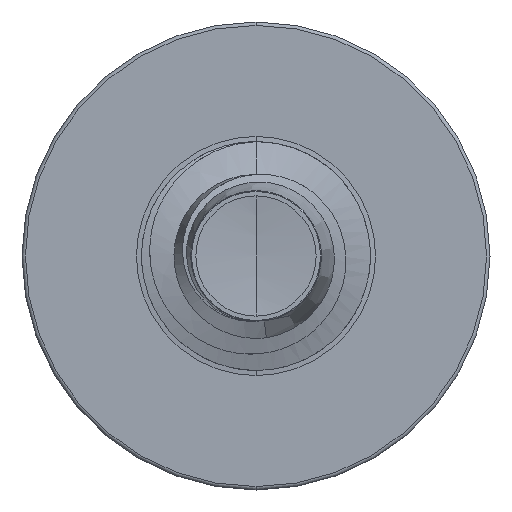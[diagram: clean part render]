
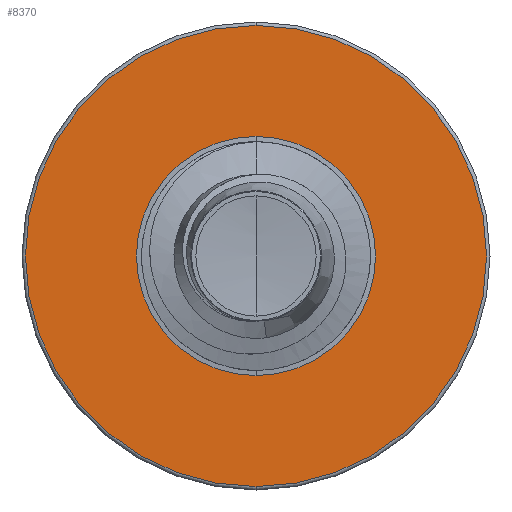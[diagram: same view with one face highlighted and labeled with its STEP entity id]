
A CAD part, front view. The second image highlights one B-rep face of the part: STEP entity #8370.
In plain terms, the highlighted planar face has unit normal (0, -1, 0).
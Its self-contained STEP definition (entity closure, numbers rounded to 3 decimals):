
#247 = EDGE_CURVE ( 'NONE', #7033, #719, #8475, .T. ) ;
#719 = VERTEX_POINT ( 'NONE', #2830 ) ;
#932 = CARTESIAN_POINT ( 'NONE',  ( 0., 3.5, 0. ) ) ;
#1190 = CIRCLE ( 'NONE', #7401, 1.15 ) ;
#1421 = DIRECTION ( 'NONE',  ( 0., 1., 0. ) ) ;
#1749 = DIRECTION ( 'NONE',  ( 0., 0., 1. ) ) ;
#2048 = DIRECTION ( 'NONE',  ( 0., 1., 0. ) ) ;
#2241 = CARTESIAN_POINT ( 'NONE',  ( 0., 3.5, 0. ) ) ;
#2295 = AXIS2_PLACEMENT_3D ( 'NONE', #4489, #2048, #7596 ) ;
#2518 = ORIENTED_EDGE ( 'NONE', *, *, #247, .F. ) ;
#2830 = CARTESIAN_POINT ( 'NONE',  ( 0., 3.5, -2.217 ) ) ;
#2925 = EDGE_CURVE ( 'NONE', #719, #7033, #7237, .T. ) ;
#3080 = DIRECTION ( 'NONE',  ( 0., 0., 1. ) ) ;
#3444 = EDGE_LOOP ( 'NONE', ( #9354, #9038 ) ) ;
#3906 = DIRECTION ( 'NONE',  ( 0., 0., 1. ) ) ;
#3911 = AXIS2_PLACEMENT_3D ( 'NONE', #2241, #7764, #3080 ) ;
#4489 = CARTESIAN_POINT ( 'NONE',  ( 0., 3.5, -1.15 ) ) ;
#4547 = CIRCLE ( 'NONE', #3911, 1.15 ) ;
#4633 = EDGE_CURVE ( 'NONE', #8797, #8399, #4547, .T. ) ;
#5039 = EDGE_LOOP ( 'NONE', ( #2518, #8722 ) ) ;
#5111 = CARTESIAN_POINT ( 'NONE',  ( 0., 3.5, 2.217 ) ) ;
#5679 = FACE_BOUND ( 'NONE', #3444, .T. ) ;
#5728 = CARTESIAN_POINT ( 'NONE',  ( 0., 3.5, 1.15 ) ) ;
#6122 = CARTESIAN_POINT ( 'NONE',  ( 0., 3.5, -1.15 ) ) ;
#6278 = CARTESIAN_POINT ( 'NONE',  ( 0., 3.5, 0. ) ) ;
#6356 = DIRECTION ( 'NONE',  ( 0., 1., 0. ) ) ;
#6440 = CARTESIAN_POINT ( 'NONE',  ( 0., 3.5, 0. ) ) ;
#6588 = DIRECTION ( 'NONE',  ( 0., 1., 0. ) ) ;
#6855 = PLANE ( 'NONE',  #2295 ) ;
#6990 = AXIS2_PLACEMENT_3D ( 'NONE', #6440, #6356, #3906 ) ;
#7033 = VERTEX_POINT ( 'NONE', #5111 ) ;
#7037 = DIRECTION ( 'NONE',  ( 0., 0., 1. ) ) ;
#7237 = CIRCLE ( 'NONE', #8389, 2.217 ) ;
#7401 = AXIS2_PLACEMENT_3D ( 'NONE', #932, #6588, #1749 ) ;
#7596 = DIRECTION ( 'NONE',  ( 0., 0., 1. ) ) ;
#7675 = FACE_OUTER_BOUND ( 'NONE', #5039, .T. ) ;
#7764 = DIRECTION ( 'NONE',  ( 0., 1., 0. ) ) ;
#8370 = ADVANCED_FACE ( 'NONE', ( #7675, #5679 ), #6855, .F. ) ;
#8389 = AXIS2_PLACEMENT_3D ( 'NONE', #6278, #1421, #7037 ) ;
#8399 = VERTEX_POINT ( 'NONE', #6122 ) ;
#8475 = CIRCLE ( 'NONE', #6990, 2.217 ) ;
#8722 = ORIENTED_EDGE ( 'NONE', *, *, #2925, .F. ) ;
#8797 = VERTEX_POINT ( 'NONE', #5728 ) ;
#9038 = ORIENTED_EDGE ( 'NONE', *, *, #9744, .T. ) ;
#9354 = ORIENTED_EDGE ( 'NONE', *, *, #4633, .T. ) ;
#9744 = EDGE_CURVE ( 'NONE', #8399, #8797, #1190, .T. ) ;
